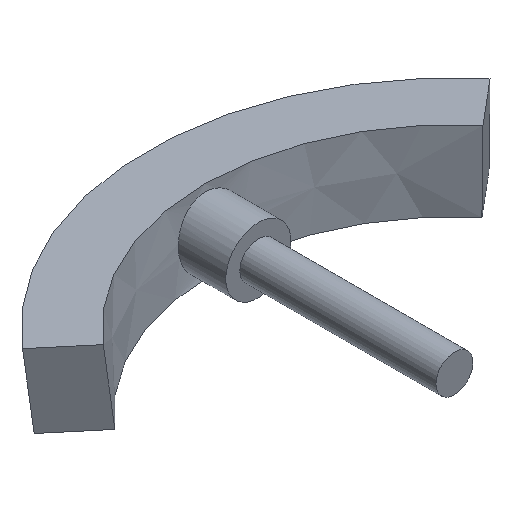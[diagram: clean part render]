
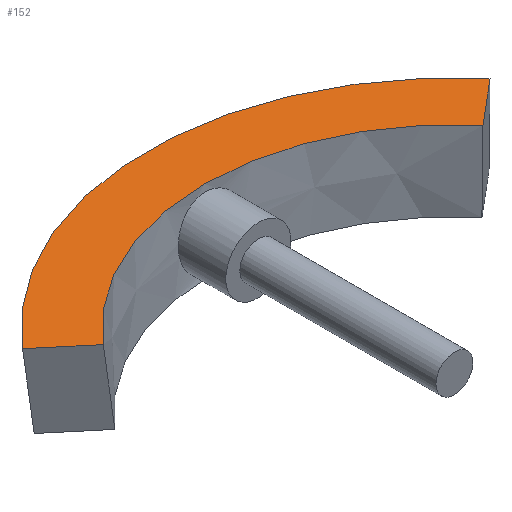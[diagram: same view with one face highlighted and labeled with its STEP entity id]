
A CAD part, isometric view. The second image highlights one B-rep face of the part: STEP entity #152.
In plain terms, the highlighted planar face has unit normal (0, 0, 1).
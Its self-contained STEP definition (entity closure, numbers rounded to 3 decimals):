
#19=PLANE('',#180);
#31=FACE_OUTER_BOUND('',#42,.T.);
#42=EDGE_LOOP('',(#126,#127,#128,#129));
#51=LINE('',#285,#61);
#56=LINE('',#298,#66);
#61=VECTOR('',#201,10.);
#66=VECTOR('',#216,10.);
#70=CIRCLE('',#174,22.789);
#71=CIRCLE('',#177,28.056);
#78=VERTEX_POINT('',#240);
#79=VERTEX_POINT('',#242);
#82=VERTEX_POINT('',#284);
#84=VERTEX_POINT('',#290);
#91=EDGE_CURVE('',#79,#78,#70,.T.);
#95=EDGE_CURVE('',#79,#82,#51,.T.);
#98=EDGE_CURVE('',#84,#82,#71,.T.);
#102=EDGE_CURVE('',#84,#78,#56,.T.);
#126=ORIENTED_EDGE('',*,*,#91,.T.);
#127=ORIENTED_EDGE('',*,*,#102,.F.);
#128=ORIENTED_EDGE('',*,*,#98,.T.);
#129=ORIENTED_EDGE('',*,*,#95,.F.);
#152=ADVANCED_FACE('',(#31),#19,.T.);
#174=AXIS2_PLACEMENT_3D('',#243,#196,#197);
#177=AXIS2_PLACEMENT_3D('',#291,#206,#207);
#180=AXIS2_PLACEMENT_3D('',#297,#214,#215);
#196=DIRECTION('center_axis',(0.,0.,
-1.));
#197=DIRECTION('ref_axis',(0.,1.,0.));
#201=DIRECTION('',(-0.766,0.643,0.));
#206=DIRECTION('center_axis',(0.,0.,
1.));
#207=DIRECTION('ref_axis',(0.,1.,0.));
#214=DIRECTION('center_axis',(0.,0.,1.));
#215=DIRECTION('ref_axis',(1.,0.,0.));
#216=DIRECTION('',(-0.766,-0.643,0.));
#240=CARTESIAN_POINT('',(17.457,77.648,-82.643));
#242=CARTESIAN_POINT('',(-17.457,77.648,-82.643));
#243=CARTESIAN_POINT('Origin',(0.,63.,-82.643));
#284=CARTESIAN_POINT('',(-21.492,81.034,-82.643));
#285=CARTESIAN_POINT('',(-21.492,81.034,-82.643));
#290=CARTESIAN_POINT('',(21.492,81.034,-82.643));
#291=CARTESIAN_POINT('Origin',(0.,63.,-82.643));
#297=CARTESIAN_POINT('Origin',(0.,91.056,-82.643));
#298=CARTESIAN_POINT('',(21.492,81.034,-82.643));
